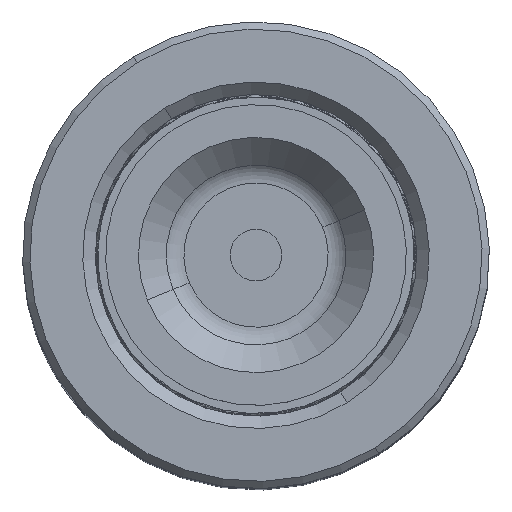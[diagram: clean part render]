
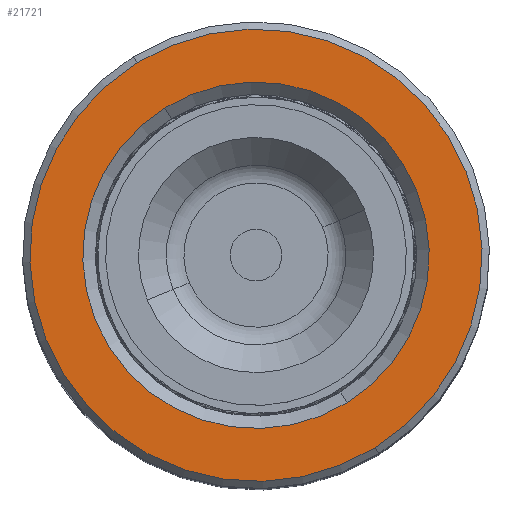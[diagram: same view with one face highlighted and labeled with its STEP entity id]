
A CAD part, top view. The second image highlights one B-rep face of the part: STEP entity #21721.
In plain terms, the highlighted planar face has unit normal (0, 0, 1).
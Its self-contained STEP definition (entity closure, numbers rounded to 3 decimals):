
#272 = AXIS2_PLACEMENT_3D ( 'NONE', #56965, #43373, #5862 ) ;
#508 = AXIS2_PLACEMENT_3D ( 'NONE', #46205, #41574, #22887 ) ;
#4923 = VERTEX_POINT ( 'NONE', #7894 ) ;
#5862 = DIRECTION ( 'NONE',  ( 1., 0., 0. ) ) ;
#7069 = DIRECTION ( 'NONE',  ( 1., 0., 0. ) ) ;
#7894 = CARTESIAN_POINT ( 'NONE',  ( 21.8, 0., 80. ) ) ;
#8609 = EDGE_CURVE ( 'NONE', #17735, #53379, #38688, .T. ) ;
#8715 = ORIENTED_EDGE ( 'NONE', *, *, #51534, .T. ) ;
#10079 = AXIS2_PLACEMENT_3D ( 'NONE', #11295, #38509, #52280 ) ;
#11295 = CARTESIAN_POINT ( 'NONE',  ( 0., 0., 80. ) ) ;
#13056 = CIRCLE ( 'NONE', #28684, 16.7 ) ;
#16509 = ORIENTED_EDGE ( 'NONE', *, *, #46443, .T. ) ;
#16713 = FACE_BOUND ( 'NONE', #41354, .T. ) ;
#17735 = VERTEX_POINT ( 'NONE', #49687 ) ;
#19883 = CIRCLE ( 'NONE', #272, 21.8 ) ;
#19986 = DIRECTION ( 'NONE',  ( 1., 0., 0. ) ) ;
#21705 = EDGE_CURVE ( 'NONE', #53379, #17735, #13056, .T. ) ;
#21721 = ADVANCED_FACE ( 'NONE', ( #25351, #16713 ), #52480, .T. ) ;
#22887 = DIRECTION ( 'NONE',  ( 1., 0., 0. ) ) ;
#25351 = FACE_OUTER_BOUND ( 'NONE', #31928, .T. ) ;
#28684 = AXIS2_PLACEMENT_3D ( 'NONE', #43546, #43145, #19986 ) ;
#28755 = VERTEX_POINT ( 'NONE', #50619 ) ;
#29459 = ORIENTED_EDGE ( 'NONE', *, *, #21705, .T. ) ;
#31928 = EDGE_LOOP ( 'NONE', ( #16509, #8715 ) ) ;
#33027 = CIRCLE ( 'NONE', #508, 21.8 ) ;
#34849 = ORIENTED_EDGE ( 'NONE', *, *, #8609, .T. ) ;
#38509 = DIRECTION ( 'NONE',  ( 0., 0., 1. ) ) ;
#38688 = CIRCLE ( 'NONE', #46907, 16.7 ) ;
#41354 = EDGE_LOOP ( 'NONE', ( #34849, #29459 ) ) ;
#41574 = DIRECTION ( 'NONE',  ( 0., 0., 1. ) ) ;
#43145 = DIRECTION ( 'NONE',  ( 0., 0., -1. ) ) ;
#43373 = DIRECTION ( 'NONE',  ( 0., 0., 1. ) ) ;
#43546 = CARTESIAN_POINT ( 'NONE',  ( 0., 0., 80. ) ) ;
#44580 = DIRECTION ( 'NONE',  ( 0., 0., -1. ) ) ;
#46205 = CARTESIAN_POINT ( 'NONE',  ( 0., 0., 80. ) ) ;
#46443 = EDGE_CURVE ( 'NONE', #28755, #4923, #33027, .T. ) ;
#46907 = AXIS2_PLACEMENT_3D ( 'NONE', #49031, #44580, #7069 ) ;
#49031 = CARTESIAN_POINT ( 'NONE',  ( 0., 0., 80. ) ) ;
#49687 = CARTESIAN_POINT ( 'NONE',  ( 16.7, 0., 80. ) ) ;
#50619 = CARTESIAN_POINT ( 'NONE',  ( -21.8, 0., 80. ) ) ;
#51534 = EDGE_CURVE ( 'NONE', #4923, #28755, #19883, .T. ) ;
#52280 = DIRECTION ( 'NONE',  ( 1., 0., 0. ) ) ;
#52480 = PLANE ( 'NONE',  #10079 ) ;
#53099 = CARTESIAN_POINT ( 'NONE',  ( -16.7, 0., 80. ) ) ;
#53379 = VERTEX_POINT ( 'NONE', #53099 ) ;
#56965 = CARTESIAN_POINT ( 'NONE',  ( 0., 0., 80. ) ) ;
